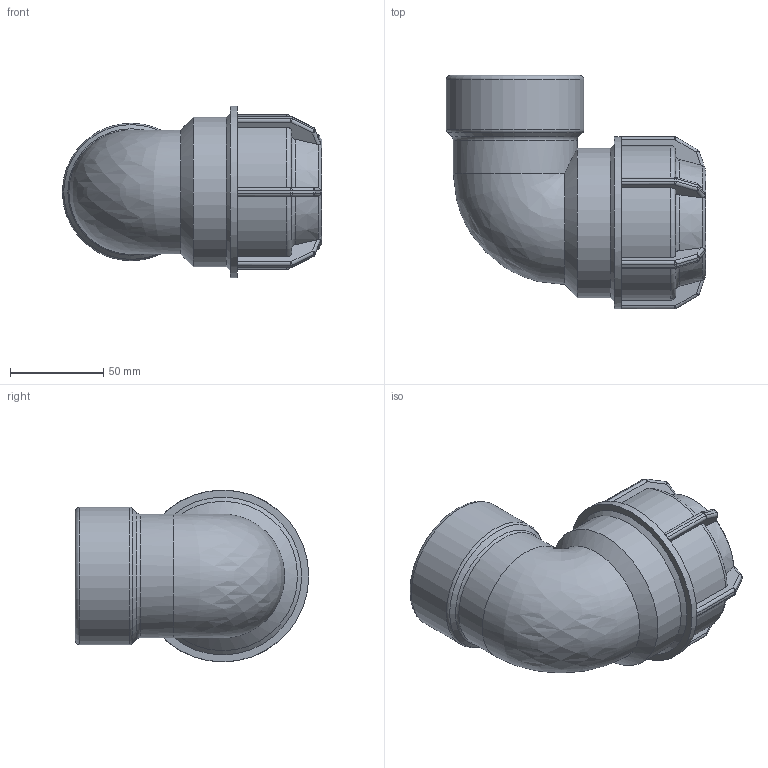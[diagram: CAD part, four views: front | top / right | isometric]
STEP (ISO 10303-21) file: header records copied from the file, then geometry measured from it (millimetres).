
FILE_DESCRIPTION(/* description */ ('L.14 90° ELBOW FEMALE ADAPTOR (SILVER) 50-2"'),/* implementation_level */ '2;1');
FILE_NAME(/* name */ '141500050020.ipt.stp',/* time_stamp */ '2018-04-09T13:04:57+03:00',/* author */ ('KIM'),/* organization */ (''),/* preprocessor_version */ 'ST-DEVELOPER v15.6',/* originating_system */ 'Autodesk Inventor 2015',/* authorisation */ '');
FILE_SCHEMA (('AUTOMOTIVE_DESIGN { 1 0 10303 214 3 1 1 }'));
Length unit declared in the file: millimetre
Products named in the file (1): 141500050020
Bounding box: 138.83 x 125 x 92 mm (x, y, z)
Volume: 394021.9 mm3; surface area: 76307.7 mm2
Topology: 1 solids, 1 shells, 215 faces, 503 edges, 288 vertices
Faces by surface type: plane 99, cylinder 63, sphere 24, torus 18, cone 10, bspline 1
Full cylindrical faces by diameter (mm): 45 x1, 45.325 x1, 50 x2, 56.656 x1, 66.288 x1, 73.653 x1, 80 x1, 92 x1
Entity records: 6188 total; most frequent: CARTESIAN_POINT 1594, DIRECTION 968, ORIENTED_EDGE 928, EDGE_CURVE 464, AXIS2_PLACEMENT_3D 394, VERTEX_POINT 277, EDGE_LOOP 239, FACE_OUTER_BOUND 213
